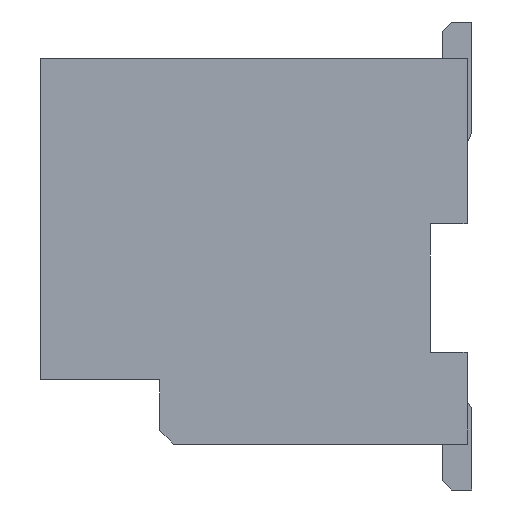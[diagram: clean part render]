
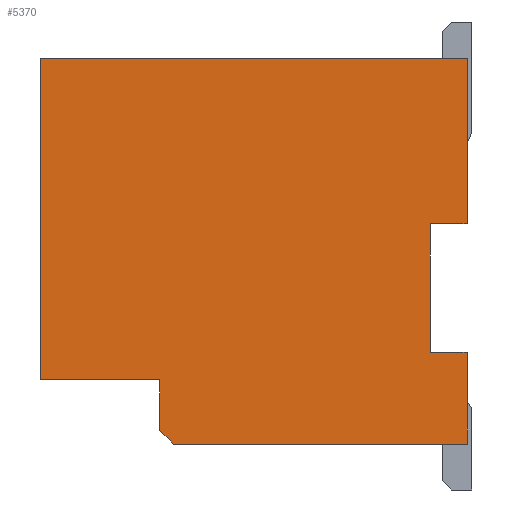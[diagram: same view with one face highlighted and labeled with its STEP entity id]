
A CAD part, left-side view. The second image highlights one B-rep face of the part: STEP entity #5370.
In plain terms, the highlighted planar face has unit normal (-1, 0, 0).
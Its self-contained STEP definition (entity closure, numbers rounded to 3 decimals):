
#1=DIRECTION('',(0.,-1.,0.));
#2=VECTOR('',#1,4.65);
#3=CARTESIAN_POINT('',(-3.3,2.325,2.1));
#4=LINE('',#3,#2);
#5=DIRECTION('',(0.,0.,-1.));
#6=VECTOR('',#5,1.8);
#7=CARTESIAN_POINT('',(-3.3,-2.325,2.1));
#8=LINE('',#7,#6);
#9=DIRECTION('',(0.,1.,0.));
#10=VECTOR('',#9,0.4);
#11=CARTESIAN_POINT('',(-3.3,-2.325,0.3));
#12=LINE('',#11,#10);
#13=DIRECTION('',(0.,0.,-1.));
#14=VECTOR('',#13,1.4);
#15=CARTESIAN_POINT('',(-3.3,-1.925,0.3));
#16=LINE('',#15,#14);
#17=DIRECTION('',(0.,-1.,0.));
#18=VECTOR('',#17,0.4);
#19=CARTESIAN_POINT('',(-3.3,-1.925,-1.1));
#20=LINE('',#19,#18);
#21=DIRECTION('',(0.,0.,-1.));
#22=VECTOR('',#21,1.);
#23=CARTESIAN_POINT('',(-3.3,-2.325,-1.1));
#24=LINE('',#23,#22);
#25=DIRECTION('',(0.,1.,0.));
#26=VECTOR('',#25,3.2);
#27=CARTESIAN_POINT('',(-3.3,-2.325,-2.1));
#28=LINE('',#27,#26);
#29=DIRECTION('',(0.,0.707,0.707));
#30=VECTOR('',#29,0.212);
#31=CARTESIAN_POINT('',(-3.3,0.875,-2.1));
#32=LINE('',#31,#30);
#33=DIRECTION('',(0.,0.,1.));
#34=VECTOR('',#33,0.55);
#35=CARTESIAN_POINT('',(-3.3,1.025,-1.95));
#36=LINE('',#35,#34);
#37=DIRECTION('',(0.,1.,0.));
#38=VECTOR('',#37,1.3);
#39=CARTESIAN_POINT('',(-3.3,1.025,-1.4));
#40=LINE('',#39,#38);
#41=DIRECTION('',(0.,0.,1.));
#42=VECTOR('',#41,3.5);
#43=CARTESIAN_POINT('',(-3.3,2.325,-1.4));
#44=LINE('',#43,#42);
#4045=CARTESIAN_POINT('',(-3.3,2.325,2.1));
#4046=CARTESIAN_POINT('',(-3.3,-2.325,2.1));
#4047=VERTEX_POINT('',#4045);
#4048=VERTEX_POINT('',#4046);
#4049=CARTESIAN_POINT('',(-3.3,-2.325,0.3));
#4050=VERTEX_POINT('',#4049);
#4051=CARTESIAN_POINT('',(-3.3,-1.925,0.3));
#4052=VERTEX_POINT('',#4051);
#4053=CARTESIAN_POINT('',(-3.3,-1.925,-1.1));
#4054=VERTEX_POINT('',#4053);
#4055=CARTESIAN_POINT('',(-3.3,-2.325,-1.1));
#4056=VERTEX_POINT('',#4055);
#4057=CARTESIAN_POINT('',(-3.3,-2.325,-2.1));
#4058=VERTEX_POINT('',#4057);
#4059=CARTESIAN_POINT('',(-3.3,0.875,-2.1));
#4060=VERTEX_POINT('',#4059);
#4061=CARTESIAN_POINT('',(-3.3,1.025,-1.95));
#4062=CARTESIAN_POINT('',(-3.3,1.025,-1.4));
#4063=VERTEX_POINT('',#4061);
#4064=VERTEX_POINT('',#4062);
#4065=CARTESIAN_POINT('',(-3.3,2.325,-1.4));
#4066=VERTEX_POINT('',#4065);
#5341=CARTESIAN_POINT('',(-3.3,0.,0.));
#5342=DIRECTION('',(1.,0.,0.));
#5343=DIRECTION('',(0.,0.,-1.));
#5344=AXIS2_PLACEMENT_3D('',#5341,#5342,#5343);
#5345=PLANE('',#5344);
#5347=ORIENTED_EDGE('',*,*,#5346,.T.);
#5349=ORIENTED_EDGE('',*,*,#5348,.T.);
#5351=ORIENTED_EDGE('',*,*,#5350,.T.);
#5353=ORIENTED_EDGE('',*,*,#5352,.T.);
#5355=ORIENTED_EDGE('',*,*,#5354,.T.);
#5357=ORIENTED_EDGE('',*,*,#5356,.T.);
#5359=ORIENTED_EDGE('',*,*,#5358,.T.);
#5361=ORIENTED_EDGE('',*,*,#5360,.T.);
#5363=ORIENTED_EDGE('',*,*,#5362,.T.);
#5365=ORIENTED_EDGE('',*,*,#5364,.T.);
#5367=ORIENTED_EDGE('',*,*,#5366,.T.);
#5368=EDGE_LOOP('',(#5347,#5349,#5351,#5353,#5355,#5357,#5359,#5361,#5363,#5365,
#5367));
#5369=FACE_OUTER_BOUND('',#5368,.F.);
#5370=ADVANCED_FACE('',(#5369),#5345,.F.);
#5346=EDGE_CURVE('',#4047,#4048,#4,.T.);
#5348=EDGE_CURVE('',#4048,#4050,#8,.T.);
#5350=EDGE_CURVE('',#4050,#4052,#12,.T.);
#5352=EDGE_CURVE('',#4052,#4054,#16,.T.);
#5354=EDGE_CURVE('',#4054,#4056,#20,.T.);
#5356=EDGE_CURVE('',#4056,#4058,#24,.T.);
#5358=EDGE_CURVE('',#4058,#4060,#28,.T.);
#5360=EDGE_CURVE('',#4060,#4063,#32,.T.);
#5362=EDGE_CURVE('',#4063,#4064,#36,.T.);
#5364=EDGE_CURVE('',#4064,#4066,#40,.T.);
#5366=EDGE_CURVE('',#4066,#4047,#44,.T.);
